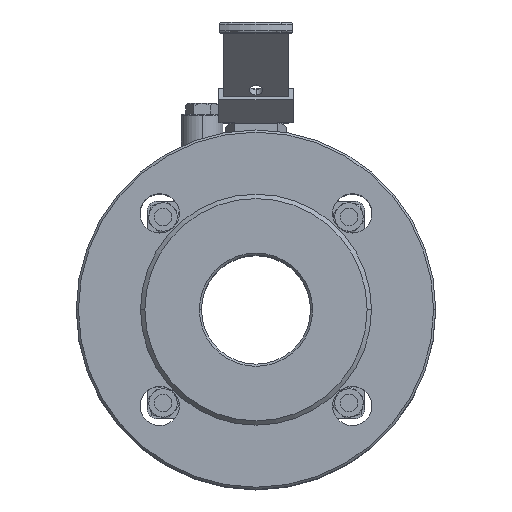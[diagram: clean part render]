
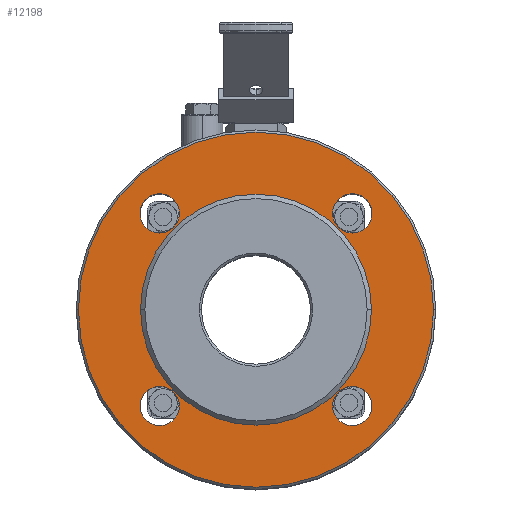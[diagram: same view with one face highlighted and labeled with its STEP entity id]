
A CAD part, top view. The second image highlights one B-rep face of the part: STEP entity #12198.
In plain terms, the highlighted face is planar.
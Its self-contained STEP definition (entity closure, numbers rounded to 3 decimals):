
#349 = AXIS2_PLACEMENT_3D ( 'NONE', #11109, #11110, #11111 ) ;
#350 = AXIS2_PLACEMENT_3D ( 'NONE', #11112, #11113, #11114 ) ;
#351 = AXIS2_PLACEMENT_3D ( 'NONE', #11115, #11116, #11117 ) ;
#352 = AXIS2_PLACEMENT_3D ( 'NONE', #11118, #11119, #11120 ) ;
#353 = AXIS2_PLACEMENT_3D ( 'NONE', #11121, #11122, #11123 ) ;
#354 = AXIS2_PLACEMENT_3D ( 'NONE', #11124, #11125, #11126 ) ;
#420 = AXIS2_PLACEMENT_3D ( 'NONE', #5266, #5267, #5269 ) ;
#422 = AXIS2_PLACEMENT_3D ( 'NONE', #5289, #5291, #5293 ) ;
#424 = AXIS2_PLACEMENT_3D ( 'NONE', #5313, #5315, #5317 ) ;
#426 = AXIS2_PLACEMENT_3D ( 'NONE', #5337, #5339, #5340 ) ;
#453 = AXIS2_PLACEMENT_3D ( 'NONE', #10063, #10064, #10065 ) ;
#458 = AXIS2_PLACEMENT_3D ( 'NONE', #10087, #10088, #10089 ) ;
#933 = ORIENTED_EDGE ( 'NONE', *, *, #12776, .T. ) ;
#934 = ORIENTED_EDGE ( 'NONE', *, *, #12978, .T. ) ;
#935 = ORIENTED_EDGE ( 'NONE', *, *, #12775, .F. ) ;
#936 = ORIENTED_EDGE ( 'NONE', *, *, #12927, .F. ) ;
#937 = ORIENTED_EDGE ( 'NONE', *, *, #12774, .F. ) ;
#938 = ORIENTED_EDGE ( 'NONE', *, *, #12923, .F. ) ;
#939 = ORIENTED_EDGE ( 'NONE', *, *, #12773, .F. ) ;
#940 = ORIENTED_EDGE ( 'NONE', *, *, #12919, .F. ) ;
#941 = ORIENTED_EDGE ( 'NONE', *, *, #12772, .F. ) ;
#942 = ORIENTED_EDGE ( 'NONE', *, *, #12915, .F. ) ;
#943 = ORIENTED_EDGE ( 'NONE', *, *, #12988, .T. ) ;
#944 = ORIENTED_EDGE ( 'NONE', *, *, #12771, .T. ) ;
#1310 = EDGE_LOOP ( 'NONE', ( #943, #944 ) ) ;
#2098 = VERTEX_POINT ( 'NONE', #11673 ) ;
#3723 = AXIS2_PLACEMENT_3D ( 'NONE', #3901, #3896, #3903 ) ;
#3896 = DIRECTION ( 'NONE',  ( -1., 0., 0. ) ) ;
#3897 = PLANE ( 'NONE',  #3723 ) ;
#3901 = CARTESIAN_POINT ( 'NONE',  ( 2., 53., 0. ) ) ;
#3903 = DIRECTION ( 'NONE',  ( 0., 0., 1. ) ) ;
#5266 = CARTESIAN_POINT ( 'NONE',  ( 2., 44.194, 44.194 ) ) ;
#5267 = DIRECTION ( 'NONE',  ( -1., 0., 0. ) ) ;
#5269 = DIRECTION ( 'NONE',  ( 0., 0., 1. ) ) ;
#5289 = CARTESIAN_POINT ( 'NONE',  ( 2., 44.194, -44.194 ) ) ;
#5291 = DIRECTION ( 'NONE',  ( -1., 0., 0. ) ) ;
#5293 = DIRECTION ( 'NONE',  ( 0., 1., 0. ) ) ;
#5313 = CARTESIAN_POINT ( 'NONE',  ( 2., -44.194, -44.194 ) ) ;
#5315 = DIRECTION ( 'NONE',  ( -1., 0., 0. ) ) ;
#5317 = DIRECTION ( 'NONE',  ( 0., 0., -1. ) ) ;
#5327 = VERTEX_POINT ( 'NONE', #5986 ) ;
#5337 = CARTESIAN_POINT ( 'NONE',  ( 2., -44.194, 44.194 ) ) ;
#5339 = DIRECTION ( 'NONE',  ( -1., 0., 0. ) ) ;
#5340 = DIRECTION ( 'NONE',  ( 0., -1., 0. ) ) ;
#5363 = VERTEX_POINT ( 'NONE', #6006 ) ;
#5367 = VERTEX_POINT ( 'NONE', #6009 ) ;
#5424 = VERTEX_POINT ( 'NONE', #6051 ) ;
#5427 = VERTEX_POINT ( 'NONE', #6054 ) ;
#5431 = VERTEX_POINT ( 'NONE', #6058 ) ;
#5439 = VERTEX_POINT ( 'NONE', #6066 ) ;
#5441 = VERTEX_POINT ( 'NONE', #6068 ) ;
#5456 = VERTEX_POINT ( 'NONE', #6083 ) ;
#5461 = VERTEX_POINT ( 'NONE', #6088 ) ;
#5462 = VERTEX_POINT ( 'NONE', #6089 ) ;
#5986 = CARTESIAN_POINT ( 'NONE',  ( 2., 0., 81.5 ) ) ;
#6006 = CARTESIAN_POINT ( 'NONE',  ( 2., 0., 53. ) ) ;
#6009 = CARTESIAN_POINT ( 'NONE',  ( 2., 0., -53. ) ) ;
#6051 = CARTESIAN_POINT ( 'NONE',  ( 2., -44.194, 35.194 ) ) ;
#6054 = CARTESIAN_POINT ( 'NONE',  ( 2., -44.194, -53.194 ) ) ;
#6058 = CARTESIAN_POINT ( 'NONE',  ( 2., -44.194, 53.194 ) ) ;
#6066 = CARTESIAN_POINT ( 'NONE',  ( 2., 44.194, -35.194 ) ) ;
#6068 = CARTESIAN_POINT ( 'NONE',  ( 2., 44.194, -53.194 ) ) ;
#6083 = CARTESIAN_POINT ( 'NONE',  ( 2., -44.194, -35.194 ) ) ;
#6088 = CARTESIAN_POINT ( 'NONE',  ( 2., 44.194, 35.194 ) ) ;
#6089 = CARTESIAN_POINT ( 'NONE',  ( 2., 44.194, 53.194 ) ) ;
#7698 = FACE_BOUND ( 'NONE', #13575, .T. ) ;
#7702 = FACE_BOUND ( 'NONE', #13579, .T. ) ;
#7704 = FACE_BOUND ( 'NONE', #13559, .T. ) ;
#7705 = FACE_OUTER_BOUND ( 'NONE', #13568, .T. ) ;
#7706 = FACE_BOUND ( 'NONE', #13582, .T. ) ;
#7707 = FACE_BOUND ( 'NONE', #1310, .T. ) ;
#10063 = CARTESIAN_POINT ( 'NONE',  ( 2., 0., 0. ) ) ;
#10064 = DIRECTION ( 'NONE',  ( -1., 0., 0. ) ) ;
#10065 = DIRECTION ( 'NONE',  ( 0., 0., 1. ) ) ;
#10087 = CARTESIAN_POINT ( 'NONE',  ( 2., 0., 0. ) ) ;
#10088 = DIRECTION ( 'NONE',  ( 1., 0., 0. ) ) ;
#10089 = DIRECTION ( 'NONE',  ( 0., 0., -1. ) ) ;
#11109 = CARTESIAN_POINT ( 'NONE',  ( 2., 0., 0. ) ) ;
#11110 = DIRECTION ( 'NONE',  ( 1., 0., 0. ) ) ;
#11111 = DIRECTION ( 'NONE',  ( 0., 0., -1. ) ) ;
#11112 = CARTESIAN_POINT ( 'NONE',  ( 2., 44.194, 44.194 ) ) ;
#11113 = DIRECTION ( 'NONE',  ( -1., 0., 0. ) ) ;
#11114 = DIRECTION ( 'NONE',  ( 0., 0., 1. ) ) ;
#11115 = CARTESIAN_POINT ( 'NONE',  ( 2., 44.194, -44.194 ) ) ;
#11116 = DIRECTION ( 'NONE',  ( -1., 0., 0. ) ) ;
#11117 = DIRECTION ( 'NONE',  ( 0., 1., 0. ) ) ;
#11118 = CARTESIAN_POINT ( 'NONE',  ( 2., -44.194, -44.194 ) ) ;
#11119 = DIRECTION ( 'NONE',  ( -1., 0., 0. ) ) ;
#11120 = DIRECTION ( 'NONE',  ( 0., 0., -1. ) ) ;
#11121 = CARTESIAN_POINT ( 'NONE',  ( 2., -44.194, 44.194 ) ) ;
#11122 = DIRECTION ( 'NONE',  ( -1., 0., 0. ) ) ;
#11123 = DIRECTION ( 'NONE',  ( 0., -1., 0. ) ) ;
#11124 = CARTESIAN_POINT ( 'NONE',  ( 2., 0., 0. ) ) ;
#11125 = DIRECTION ( 'NONE',  ( -1., 0., 0. ) ) ;
#11126 = DIRECTION ( 'NONE',  ( 0., 0., 1. ) ) ;
#11673 = CARTESIAN_POINT ( 'NONE',  ( 2., 0., -81.5 ) ) ;
#11842 = CIRCLE ( 'NONE', #350, 9. ) ;
#11843 = CIRCLE ( 'NONE', #349, 53. ) ;
#11844 = CIRCLE ( 'NONE', #351, 9. ) ;
#11845 = CIRCLE ( 'NONE', #352, 9. ) ;
#11846 = CIRCLE ( 'NONE', #353, 9. ) ;
#11847 = CIRCLE ( 'NONE', #354, 81.5 ) ;
#12039 = CIRCLE ( 'NONE', #420, 9. ) ;
#12045 = CIRCLE ( 'NONE', #422, 9. ) ;
#12051 = CIRCLE ( 'NONE', #424, 9. ) ;
#12057 = CIRCLE ( 'NONE', #426, 9. ) ;
#12198 = ADVANCED_FACE ( 'NONE', ( #7705, #7698, #7706, #7704, #7702, #7707 ), #3897, .T. ) ;
#12771 = EDGE_CURVE ( 'NONE', #5363, #5367, #11843, .T. ) ;
#12772 = EDGE_CURVE ( 'NONE', #5462, #5461, #11842, .T. ) ;
#12773 = EDGE_CURVE ( 'NONE', #5439, #5441, #11844, .T. ) ;
#12774 = EDGE_CURVE ( 'NONE', #5456, #5427, #11845, .T. ) ;
#12775 = EDGE_CURVE ( 'NONE', #5431, #5424, #11846, .T. ) ;
#12776 = EDGE_CURVE ( 'NONE', #2098, #5327, #11847, .T. ) ;
#12915 = EDGE_CURVE ( 'NONE', #5461, #5462, #12039, .T. ) ;
#12919 = EDGE_CURVE ( 'NONE', #5441, #5439, #12045, .T. ) ;
#12923 = EDGE_CURVE ( 'NONE', #5427, #5456, #12051, .T. ) ;
#12927 = EDGE_CURVE ( 'NONE', #5424, #5431, #12057, .T. ) ;
#12978 = EDGE_CURVE ( 'NONE', #5327, #2098, #16356, .T. ) ;
#12988 = EDGE_CURVE ( 'NONE', #5367, #5363, #16371, .T. ) ;
#13559 = EDGE_LOOP ( 'NONE', ( #939, #940 ) ) ;
#13568 = EDGE_LOOP ( 'NONE', ( #933, #934 ) ) ;
#13575 = EDGE_LOOP ( 'NONE', ( #935, #936 ) ) ;
#13579 = EDGE_LOOP ( 'NONE', ( #941, #942 ) ) ;
#13582 = EDGE_LOOP ( 'NONE', ( #937, #938 ) ) ;
#16356 = CIRCLE ( 'NONE', #453, 81.5 ) ;
#16371 = CIRCLE ( 'NONE', #458, 53. ) ;
